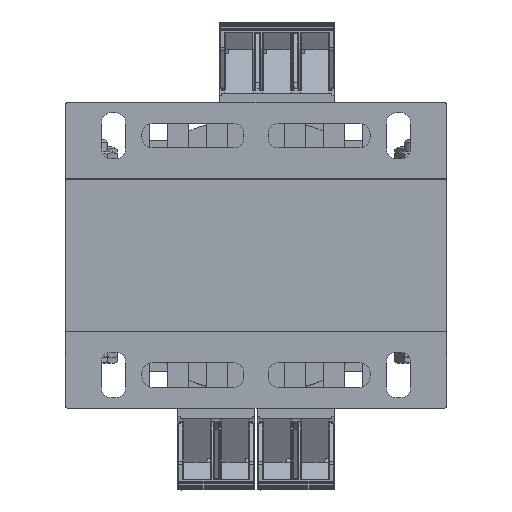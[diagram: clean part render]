
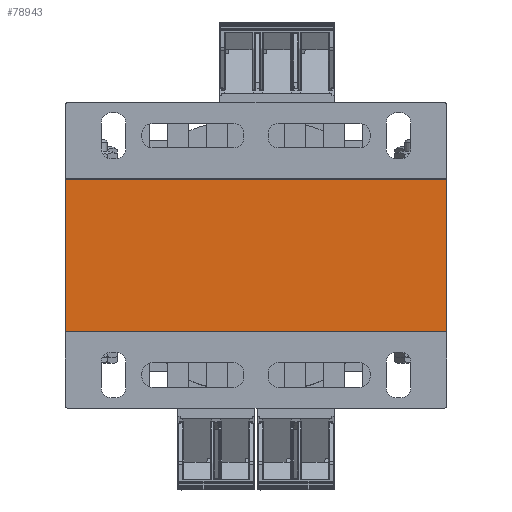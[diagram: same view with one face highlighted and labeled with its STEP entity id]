
A CAD part, top view. The second image highlights one B-rep face of the part: STEP entity #78943.
In plain terms, the highlighted planar face has unit normal (0, 0, 1).
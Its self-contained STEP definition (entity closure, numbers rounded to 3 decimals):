
#2695=FACE_OUTER_BOUND('',#6730,.T.);
#6730=EDGE_LOOP('',(#49155,#49156,#49157,#49158));
#10916=LINE('',#109018,#20667);
#10948=LINE('',#109098,#20699);
#10949=LINE('',#109100,#20700);
#10950=LINE('',#109101,#20701);
#20667=VECTOR('',#88592,1.);
#20699=VECTOR('',#88666,1.);
#20700=VECTOR('',#88667,1.);
#20701=VECTOR('',#88668,1.);
#30418=VERTEX_POINT('',#109016);
#30419=VERTEX_POINT('',#109017);
#30446=VERTEX_POINT('',#109097);
#30447=VERTEX_POINT('',#109099);
#37781=EDGE_CURVE('',#30418,#30419,#10916,.T.);
#37821=EDGE_CURVE('',#30446,#30419,#10948,.T.);
#37822=EDGE_CURVE('',#30446,#30447,#10949,.T.);
#37823=EDGE_CURVE('',#30447,#30418,#10950,.T.);
#49155=ORIENTED_EDGE('',*,*,#37821,.F.);
#49156=ORIENTED_EDGE('',*,*,#37822,.T.);
#49157=ORIENTED_EDGE('',*,*,#37823,.T.);
#49158=ORIENTED_EDGE('',*,*,#37781,.T.);
#71720=PLANE('',#83271);
#78943=ADVANCED_FACE('',(#2695),#71720,.T.);
#83271=AXIS2_PLACEMENT_3D('',#109096,#88664,#88665);
#88592=DIRECTION('',(1.,0.,0.));
#88664=DIRECTION('center_axis',(0.,0.,1.));
#88665=DIRECTION('ref_axis',(0.,-1.,0.));
#88666=DIRECTION('',(0.,-1.,0.));
#88667=DIRECTION('',(-1.,0.,0.));
#88668=DIRECTION('',(0.,-1.,0.));
#109016=CARTESIAN_POINT('',(142.424,-22.118,43.75));
#109017=CARTESIAN_POINT('',(217.424,-22.118,43.75));
#109018=CARTESIAN_POINT('',(217.424,-22.118,43.75));
#109096=CARTESIAN_POINT('Origin',(142.424,7.882,43.75));
#109097=CARTESIAN_POINT('',(217.424,7.882,43.75));
#109098=CARTESIAN_POINT('',(217.424,7.882,43.75));
#109099=CARTESIAN_POINT('',(142.424,7.882,43.75));
#109100=CARTESIAN_POINT('',(217.424,7.882,43.75));
#109101=CARTESIAN_POINT('',(142.424,7.882,43.75));
